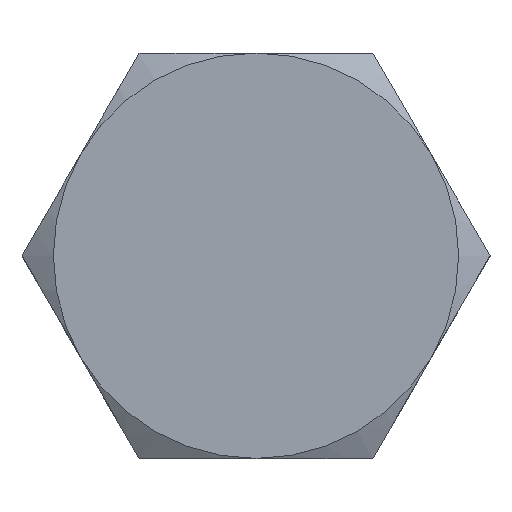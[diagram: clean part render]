
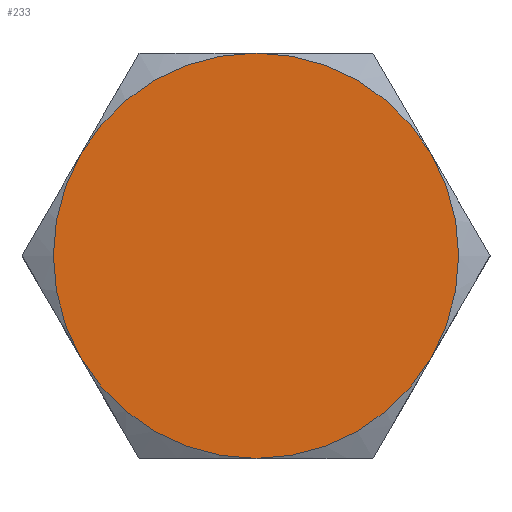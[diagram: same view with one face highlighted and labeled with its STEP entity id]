
A CAD part, top view. The second image highlights one B-rep face of the part: STEP entity #233.
In plain terms, the highlighted planar face has unit normal (0, 0, 1).
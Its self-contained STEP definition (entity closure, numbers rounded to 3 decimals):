
#13 = VERTEX_POINT ( 'NONE', #179 ) ;
#25 = VERTEX_POINT ( 'NONE', #284 ) ;
#146 = ORIENTED_EDGE ( 'NONE', *, *, #204, .T. ) ;
#149 = VERTEX_POINT ( 'NONE', #405 ) ;
#160 = EDGE_CURVE ( 'NONE', #376, #25, #381, .T. ) ;
#166 = ORIENTED_EDGE ( 'NONE', *, *, #222, .T. ) ;
#167 = ORIENTED_EDGE ( 'NONE', *, *, #160, .T. ) ;
#172 = VERTEX_POINT ( 'NONE', #621 ) ;
#179 = CARTESIAN_POINT ( 'NONE',  ( 17.754, 10.25, 14. ) ) ;
#204 = EDGE_CURVE ( 'NONE', #149, #172, #668, .T. ) ;
#210 = EDGE_CURVE ( 'NONE', #369, #13, #661, .T. ) ;
#222 = EDGE_CURVE ( 'NONE', #172, #376, #605, .T. ) ;
#231 = EDGE_CURVE ( 'NONE', #25, #369, #636, .T. ) ;
#233 = ADVANCED_FACE ( 'NONE', ( #696 ), #695, .F. ) ;
#234 = EDGE_LOOP ( 'NONE', ( #235, #236, #237, #146, #166, #167 ) ) ;
#235 = ORIENTED_EDGE ( 'NONE', *, *, #231, .T. ) ;
#236 = ORIENTED_EDGE ( 'NONE', *, *, #210, .T. ) ;
#237 = ORIENTED_EDGE ( 'NONE', *, *, #238, .T. ) ;
#238 = EDGE_CURVE ( 'NONE', #13, #149, #689, .T. ) ;
#284 = CARTESIAN_POINT ( 'NONE',  ( 0., -20.5, 14. ) ) ;
#340 = DIRECTION ( 'NONE',  ( 0., -1., 0. ) ) ;
#341 = DIRECTION ( 'NONE',  ( 0., 0., 1. ) ) ;
#369 = VERTEX_POINT ( 'NONE', #644 ) ;
#376 = VERTEX_POINT ( 'NONE', #741 ) ;
#379 = CARTESIAN_POINT ( 'NONE',  ( 0., 0., 14. ) ) ;
#380 = AXIS2_PLACEMENT_3D ( 'NONE', #379, #341, #340 ) ;
#381 = CIRCLE ( 'NONE', #380, 20.5 ) ;
#405 = CARTESIAN_POINT ( 'NONE',  ( 0., 20.5, 14. ) ) ;
#601 = DIRECTION ( 'NONE',  ( 0., -1., 0. ) ) ;
#602 = DIRECTION ( 'NONE',  ( 0., 0., 1. ) ) ;
#603 = CARTESIAN_POINT ( 'NONE',  ( 0., 0., 14. ) ) ;
#604 = AXIS2_PLACEMENT_3D ( 'NONE', #603, #602, #601 ) ;
#605 = CIRCLE ( 'NONE', #604, 20.5 ) ;
#621 = CARTESIAN_POINT ( 'NONE',  ( -17.754, 10.25, 14. ) ) ;
#628 = DIRECTION ( 'NONE',  ( 0., -1., 0. ) ) ;
#629 = DIRECTION ( 'NONE',  ( 0., 0., 1. ) ) ;
#630 = CARTESIAN_POINT ( 'NONE',  ( 0., 0., 14. ) ) ;
#631 = AXIS2_PLACEMENT_3D ( 'NONE', #630, #629, #628 ) ;
#636 = CIRCLE ( 'NONE', #631, 20.5 ) ;
#644 = CARTESIAN_POINT ( 'NONE',  ( 17.754, -10.25, 14. ) ) ;
#653 = DIRECTION ( 'NONE',  ( 0., -1., 0. ) ) ;
#654 = DIRECTION ( 'NONE',  ( 0., 0., 1. ) ) ;
#655 = CARTESIAN_POINT ( 'NONE',  ( 0., 0., 14. ) ) ;
#656 = AXIS2_PLACEMENT_3D ( 'NONE', #655, #654, #653 ) ;
#661 = CIRCLE ( 'NONE', #656, 20.5 ) ;
#664 = DIRECTION ( 'NONE',  ( 0., -1., 0. ) ) ;
#665 = DIRECTION ( 'NONE',  ( 0., 0., 1. ) ) ;
#666 = CARTESIAN_POINT ( 'NONE',  ( 0., 0., 14. ) ) ;
#667 = AXIS2_PLACEMENT_3D ( 'NONE', #666, #665, #664 ) ;
#668 = CIRCLE ( 'NONE', #667, 20.5 ) ;
#686 = DIRECTION ( 'NONE',  ( 0., -1., 0. ) ) ;
#687 = DIRECTION ( 'NONE',  ( 0., 0., 1. ) ) ;
#688 = AXIS2_PLACEMENT_3D ( 'NONE', #693, #687, #686 ) ;
#689 = CIRCLE ( 'NONE', #688, 20.5 ) ;
#690 = DIRECTION ( 'NONE',  ( 0., 1., 0. ) ) ;
#691 = DIRECTION ( 'NONE',  ( 0., 0., -1. ) ) ;
#692 = AXIS2_PLACEMENT_3D ( 'NONE', #694, #691, #690 ) ;
#693 = CARTESIAN_POINT ( 'NONE',  ( 0., 0., 14. ) ) ;
#694 = CARTESIAN_POINT ( 'NONE',  ( 0., 20.5, 14. ) ) ;
#695 = PLANE ( 'NONE',  #692 ) ;
#696 = FACE_OUTER_BOUND ( 'NONE', #234, .T. ) ;
#741 = CARTESIAN_POINT ( 'NONE',  ( -17.754, -10.25, 14. ) ) ;
